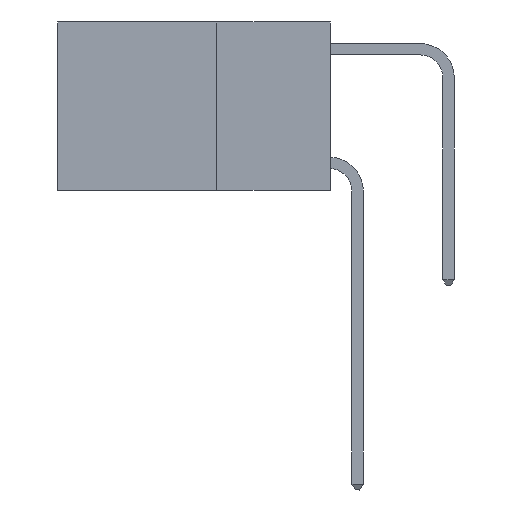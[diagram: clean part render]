
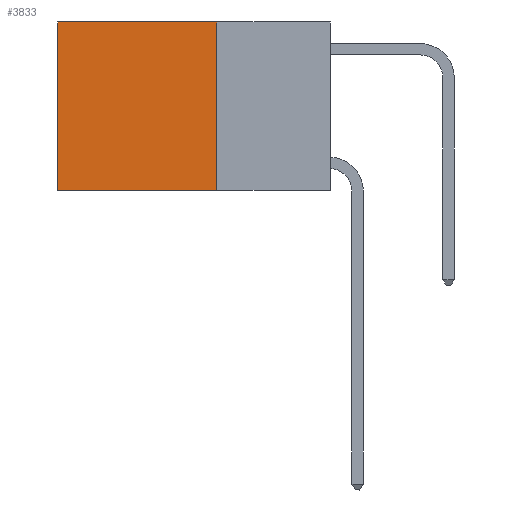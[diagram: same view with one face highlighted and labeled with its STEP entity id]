
A CAD part, left-side view. The second image highlights one B-rep face of the part: STEP entity #3833.
In plain terms, the highlighted planar face has unit normal (-1, 0, 0).
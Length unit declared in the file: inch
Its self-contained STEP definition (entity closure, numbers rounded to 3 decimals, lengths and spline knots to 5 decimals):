
#43 = DIRECTION ( 'NONE',  ( 0., 1., 0. ) ) ;
#841 = CARTESIAN_POINT ( 'NONE',  ( 0.2625, 0.25, 0. ) ) ;
#1067 = VERTEX_POINT ( 'NONE', #12424 ) ;
#1121 = AXIS2_PLACEMENT_3D ( 'NONE', #9671, #3960, #13925 ) ;
#1460 = LINE ( 'NONE', #8622, #12480 ) ;
#2328 = DIRECTION ( 'NONE',  ( 0., 0., -1. ) ) ;
#3194 = CARTESIAN_POINT ( 'NONE',  ( 0.2625, 0.6, 0. ) ) ;
#3605 = ORIENTED_EDGE ( 'NONE', *, *, #16758, .T. ) ;
#3833 = ADVANCED_FACE ( 'NONE', ( #15545 ), #6808, .F. ) ;
#3960 = DIRECTION ( 'NONE',  ( 1., 0., 0. ) ) ;
#4029 = EDGE_CURVE ( 'NONE', #1067, #13565, #1460, .T. ) ;
#4550 = ORIENTED_EDGE ( 'NONE', *, *, #11938, .F. ) ;
#4677 = DIRECTION ( 'NONE',  ( 0., 0., -1. ) ) ;
#5232 = CARTESIAN_POINT ( 'NONE',  ( 0.2625, 0.6, 0. ) ) ;
#6783 = VECTOR ( 'NONE', #4677, 39.37008 ) ;
#6808 = PLANE ( 'NONE',  #1121 ) ;
#7130 = CARTESIAN_POINT ( 'NONE',  ( 0.2625, 0.25, 0. ) ) ;
#7780 = EDGE_LOOP ( 'NONE', ( #3605, #15418, #4550, #10403 ) ) ;
#8622 = CARTESIAN_POINT ( 'NONE',  ( 0.2625, 0.25, -0.37 ) ) ;
#8768 = CARTESIAN_POINT ( 'NONE',  ( 0.2625, 0.25, 0. ) ) ;
#9671 = CARTESIAN_POINT ( 'NONE',  ( 0.2625, 0.25, 0. ) ) ;
#10403 = ORIENTED_EDGE ( 'NONE', *, *, #15962, .T. ) ;
#10497 = CARTESIAN_POINT ( 'NONE',  ( 0.2625, 0.6, -0.37 ) ) ;
#11938 = EDGE_CURVE ( 'NONE', #12187, #1067, #13431, .T. ) ;
#12187 = VERTEX_POINT ( 'NONE', #7130 ) ;
#12318 = LINE ( 'NONE', #8768, #15608 ) ;
#12424 = CARTESIAN_POINT ( 'NONE',  ( 0.2625, 0.25, -0.37 ) ) ;
#12480 = VECTOR ( 'NONE', #17095, 39.37008 ) ;
#12596 = VERTEX_POINT ( 'NONE', #5232 ) ;
#12987 = VECTOR ( 'NONE', #2328, 39.37008 ) ;
#13431 = LINE ( 'NONE', #841, #12987 ) ;
#13565 = VERTEX_POINT ( 'NONE', #10497 ) ;
#13925 = DIRECTION ( 'NONE',  ( 0., 0., -1. ) ) ;
#15418 = ORIENTED_EDGE ( 'NONE', *, *, #4029, .F. ) ;
#15545 = FACE_OUTER_BOUND ( 'NONE', #7780, .T. ) ;
#15608 = VECTOR ( 'NONE', #43, 39.37008 ) ;
#15962 = EDGE_CURVE ( 'NONE', #12187, #12596, #12318, .T. ) ;
#16758 = EDGE_CURVE ( 'NONE', #12596, #13565, #18003, .T. ) ;
#17095 = DIRECTION ( 'NONE',  ( 0., 1., 0. ) ) ;
#18003 = LINE ( 'NONE', #3194, #6783 ) ;
